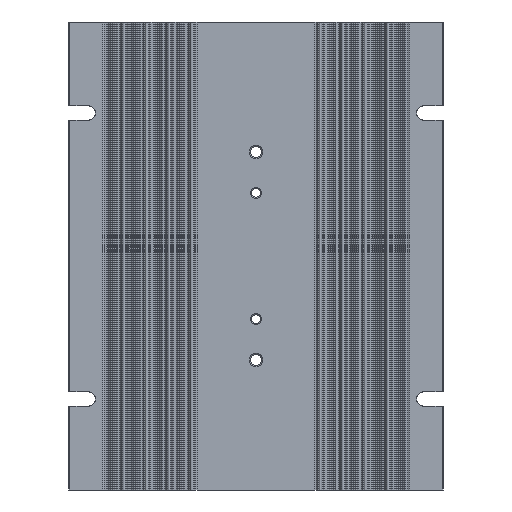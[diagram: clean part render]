
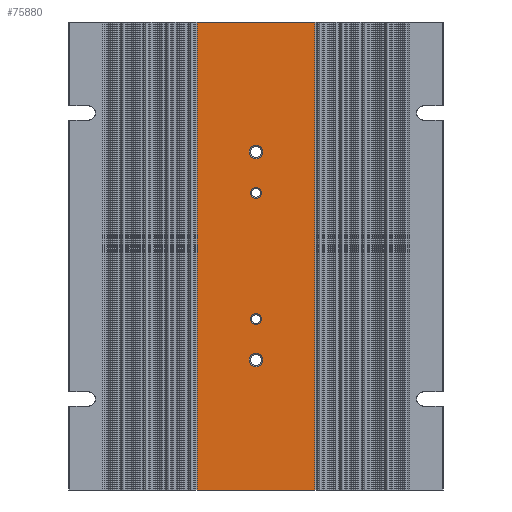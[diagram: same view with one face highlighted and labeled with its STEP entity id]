
A CAD part, front view. The second image highlights one B-rep face of the part: STEP entity #75880.
In plain terms, the highlighted planar face has unit normal (0, -1, 0).
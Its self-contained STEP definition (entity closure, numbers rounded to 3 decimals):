
#461 = DIRECTION ( 'NONE',  ( 0., 0., 1. ) ) ;
#1248 = ORIENTED_EDGE ( 'NONE', *, *, #43200, .T. ) ;
#3507 = CIRCLE ( 'NONE', #100401, 2.6 ) ;
#4426 = CARTESIAN_POINT ( 'NONE',  ( -2.15, -3., 24.25 ) ) ;
#5331 = VECTOR ( 'NONE', #111561, 1000. ) ;
#7365 = ORIENTED_EDGE ( 'NONE', *, *, #117996, .T. ) ;
#7706 = EDGE_CURVE ( 'NONE', #103508, #101354, #110345, .T. ) ;
#9308 = FACE_OUTER_BOUND ( 'NONE', #97594, .T. ) ;
#9582 = VERTEX_POINT ( 'NONE', #37346 ) ;
#10141 = AXIS2_PLACEMENT_3D ( 'NONE', #131750, #30754, #31634 ) ;
#11372 = EDGE_LOOP ( 'NONE', ( #17533, #71866 ) ) ;
#11624 = DIRECTION ( 'NONE',  ( 0., 1., 0. ) ) ;
#13253 = LINE ( 'NONE', #39838, #5331 ) ;
#15449 = VERTEX_POINT ( 'NONE', #129356 ) ;
#15690 = FACE_BOUND ( 'NONE', #79922, .T. ) ;
#16693 = VECTOR ( 'NONE', #68294, 1000. ) ;
#17094 = VECTOR ( 'NONE', #22951, 1000. ) ;
#17533 = ORIENTED_EDGE ( 'NONE', *, *, #84727, .T. ) ;
#19809 = EDGE_CURVE ( 'NONE', #26371, #81947, #72170, .T. ) ;
#20343 = DIRECTION ( 'NONE',  ( 0., 0., 1. ) ) ;
#20939 = AXIS2_PLACEMENT_3D ( 'NONE', #30587, #91617, #112950 ) ;
#21410 = CARTESIAN_POINT ( 'NONE',  ( 0., -3., -90. ) ) ;
#21817 = VERTEX_POINT ( 'NONE', #124279 ) ;
#22951 = DIRECTION ( 'NONE',  ( -1., 0., 0. ) ) ;
#23089 = LINE ( 'NONE', #129272, #16693 ) ;
#24325 = CARTESIAN_POINT ( 'NONE',  ( -2.6, -3., -40. ) ) ;
#25846 = VERTEX_POINT ( 'NONE', #44007 ) ;
#26077 = CARTESIAN_POINT ( 'NONE',  ( -22.51, -3., -90. ) ) ;
#26371 = VERTEX_POINT ( 'NONE', #24325 ) ;
#27384 = EDGE_LOOP ( 'NONE', ( #7365, #112892 ) ) ;
#27818 = DIRECTION ( 'NONE',  ( 0., 0., 1. ) ) ;
#30330 = AXIS2_PLACEMENT_3D ( 'NONE', #38932, #110222, #49176 ) ;
#30334 = EDGE_LOOP ( 'NONE', ( #111756, #65069 ) ) ;
#30587 = CARTESIAN_POINT ( 'NONE',  ( 0., -3., -40. ) ) ;
#30754 = DIRECTION ( 'NONE',  ( 0., 1., 0. ) ) ;
#31303 = CARTESIAN_POINT ( 'NONE',  ( 0., -3., -24.25 ) ) ;
#31634 = DIRECTION ( 'NONE',  ( 0., 0., 1. ) ) ;
#33201 = CARTESIAN_POINT ( 'NONE',  ( 0., -3., -90. ) ) ;
#35832 = AXIS2_PLACEMENT_3D ( 'NONE', #40591, #11624, #461 ) ;
#36609 = CARTESIAN_POINT ( 'NONE',  ( 2.6, -3., -40. ) ) ;
#37346 = CARTESIAN_POINT ( 'NONE',  ( -2.15, -3., -24.25 ) ) ;
#38014 = DIRECTION ( 'NONE',  ( 0., 0., 1. ) ) ;
#38592 = EDGE_CURVE ( 'NONE', #9582, #25846, #128457, .T. ) ;
#38932 = CARTESIAN_POINT ( 'NONE',  ( 0., -3., 40. ) ) ;
#39838 = CARTESIAN_POINT ( 'NONE',  ( 22.51, -3., -90. ) ) ;
#40591 = CARTESIAN_POINT ( 'NONE',  ( 0., -3., -24.25 ) ) ;
#41295 = CIRCLE ( 'NONE', #123707, 2.15 ) ;
#41508 = DIRECTION ( 'NONE',  ( 0., 0., 1. ) ) ;
#42235 = ORIENTED_EDGE ( 'NONE', *, *, #131342, .F. ) ;
#43200 = EDGE_CURVE ( 'NONE', #81947, #26371, #3507, .T. ) ;
#44007 = CARTESIAN_POINT ( 'NONE',  ( 2.15, -3., -24.25 ) ) ;
#44351 = VECTOR ( 'NONE', #27818, 1000. ) ;
#45261 = CARTESIAN_POINT ( 'NONE',  ( 2.15, -3., 24.25 ) ) ;
#48430 = CIRCLE ( 'NONE', #91434, 2.15 ) ;
#49176 = DIRECTION ( 'NONE',  ( 0., 0., 1. ) ) ;
#50393 = PLANE ( 'NONE',  #51935 ) ;
#51043 = CARTESIAN_POINT ( 'NONE',  ( 0., -3., -40. ) ) ;
#51250 = DIRECTION ( 'NONE',  ( 0., 1., 0. ) ) ;
#51935 = AXIS2_PLACEMENT_3D ( 'NONE', #21410, #51250, #122507 ) ;
#63428 = FACE_BOUND ( 'NONE', #11372, .T. ) ;
#65069 = ORIENTED_EDGE ( 'NONE', *, *, #7706, .T. ) ;
#68294 = DIRECTION ( 'NONE',  ( -1., 0., 0. ) ) ;
#69786 = EDGE_CURVE ( 'NONE', #115828, #21817, #23089, .T. ) ;
#71866 = ORIENTED_EDGE ( 'NONE', *, *, #38592, .T. ) ;
#72103 = CARTESIAN_POINT ( 'NONE',  ( 22.51, -3., 90. ) ) ;
#72170 = CIRCLE ( 'NONE', #20939, 2.6 ) ;
#72604 = EDGE_CURVE ( 'NONE', #101354, #103508, #85058, .T. ) ;
#72991 = ORIENTED_EDGE ( 'NONE', *, *, #120170, .T. ) ;
#75880 = ADVANCED_FACE ( 'NONE', ( #15690, #123993, #63428, #111298, #9308 ), #50393, .F. ) ;
#79922 = EDGE_LOOP ( 'NONE', ( #1248, #92212 ) ) ;
#81947 = VERTEX_POINT ( 'NONE', #36609 ) ;
#84727 = EDGE_CURVE ( 'NONE', #25846, #9582, #48430, .T. ) ;
#85058 = CIRCLE ( 'NONE', #30330, 2.6 ) ;
#85533 = CARTESIAN_POINT ( 'NONE',  ( 0., -3., 40. ) ) ;
#87133 = VERTEX_POINT ( 'NONE', #45261 ) ;
#87939 = EDGE_CURVE ( 'NONE', #100915, #21817, #112888, .T. ) ;
#88761 = VERTEX_POINT ( 'NONE', #4426 ) ;
#91434 = AXIS2_PLACEMENT_3D ( 'NONE', #31303, #102571, #41508 ) ;
#91617 = DIRECTION ( 'NONE',  ( 0., 1., 0. ) ) ;
#92212 = ORIENTED_EDGE ( 'NONE', *, *, #19809, .T. ) ;
#97594 = EDGE_LOOP ( 'NONE', ( #72991, #104608, #98550, #42235 ) ) ;
#98550 = ORIENTED_EDGE ( 'NONE', *, *, #87939, .F. ) ;
#99491 = DIRECTION ( 'NONE',  ( 0., 1., 0. ) ) ;
#100401 = AXIS2_PLACEMENT_3D ( 'NONE', #51043, #123133, #20343 ) ;
#100915 = VERTEX_POINT ( 'NONE', #26077 ) ;
#101354 = VERTEX_POINT ( 'NONE', #112396 ) ;
#101600 = LINE ( 'NONE', #33201, #17094 ) ;
#102571 = DIRECTION ( 'NONE',  ( 0., 1., 0. ) ) ;
#103508 = VERTEX_POINT ( 'NONE', #118422 ) ;
#104608 = ORIENTED_EDGE ( 'NONE', *, *, #69786, .T. ) ;
#107368 = DIRECTION ( 'NONE',  ( 0., 1., 0. ) ) ;
#107806 = DIRECTION ( 'NONE',  ( 0., 0., 1. ) ) ;
#110222 = DIRECTION ( 'NONE',  ( 0., 1., 0. ) ) ;
#110345 = CIRCLE ( 'NONE', #114713, 2.6 ) ;
#111298 = FACE_BOUND ( 'NONE', #27384, .T. ) ;
#111561 = DIRECTION ( 'NONE',  ( 0., 0., 1. ) ) ;
#111756 = ORIENTED_EDGE ( 'NONE', *, *, #72604, .T. ) ;
#112396 = CARTESIAN_POINT ( 'NONE',  ( 2.6, -3., 40. ) ) ;
#112888 = LINE ( 'NONE', #131014, #44351 ) ;
#112892 = ORIENTED_EDGE ( 'NONE', *, *, #127922, .T. ) ;
#112950 = DIRECTION ( 'NONE',  ( 0., 0., 1. ) ) ;
#114713 = AXIS2_PLACEMENT_3D ( 'NONE', #85533, #107368, #107806 ) ;
#115828 = VERTEX_POINT ( 'NONE', #72103 ) ;
#117996 = EDGE_CURVE ( 'NONE', #87133, #88761, #41295, .T. ) ;
#118422 = CARTESIAN_POINT ( 'NONE',  ( -2.6, -3., 40. ) ) ;
#120170 = EDGE_CURVE ( 'NONE', #15449, #115828, #13253, .T. ) ;
#122507 = DIRECTION ( 'NONE',  ( 0., 0., 1. ) ) ;
#123133 = DIRECTION ( 'NONE',  ( 0., 1., 0. ) ) ;
#123707 = AXIS2_PLACEMENT_3D ( 'NONE', #130957, #99491, #38014 ) ;
#123993 = FACE_BOUND ( 'NONE', #30334, .T. ) ;
#124279 = CARTESIAN_POINT ( 'NONE',  ( -22.51, -3., 90. ) ) ;
#127922 = EDGE_CURVE ( 'NONE', #88761, #87133, #129457, .T. ) ;
#128457 = CIRCLE ( 'NONE', #35832, 2.15 ) ;
#129272 = CARTESIAN_POINT ( 'NONE',  ( 0., -3., 90. ) ) ;
#129356 = CARTESIAN_POINT ( 'NONE',  ( 22.51, -3., -90. ) ) ;
#129457 = CIRCLE ( 'NONE', #10141, 2.15 ) ;
#130957 = CARTESIAN_POINT ( 'NONE',  ( 0., -3., 24.25 ) ) ;
#131014 = CARTESIAN_POINT ( 'NONE',  ( -22.51, -3., -90. ) ) ;
#131342 = EDGE_CURVE ( 'NONE', #15449, #100915, #101600, .T. ) ;
#131750 = CARTESIAN_POINT ( 'NONE',  ( 0., -3., 24.25 ) ) ;
